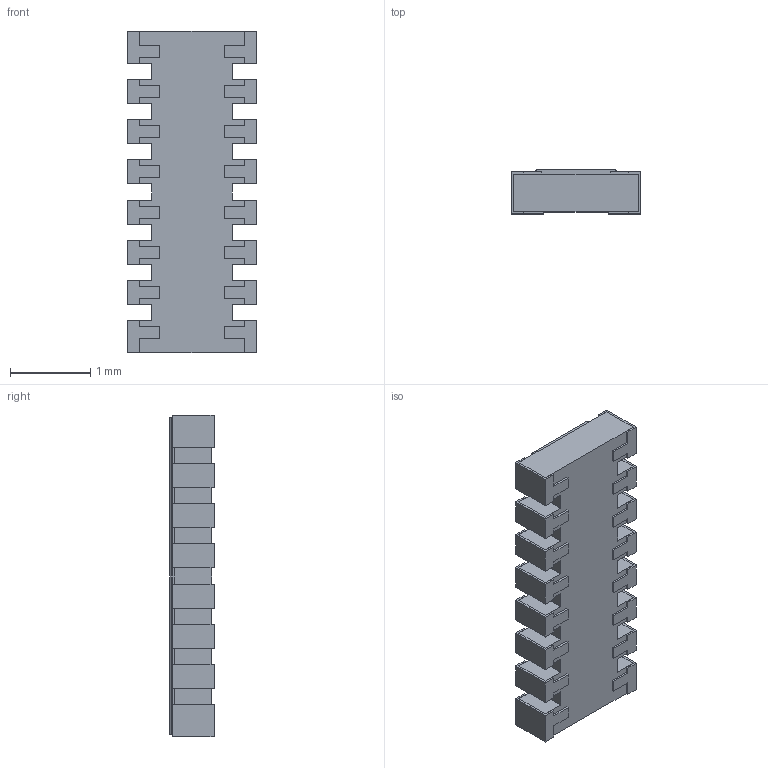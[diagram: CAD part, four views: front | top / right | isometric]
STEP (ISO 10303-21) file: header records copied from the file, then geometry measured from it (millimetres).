
FILE_DESCRIPTION (( 'STEP AP214' ), '1' );
FILE_NAME ('YC248-FR-07100KL.STEP', '2023-04-20T11:07:54', ( '' ), ( '' ), 'SwSTEP 2.0', 'SolidWorks 2021', '' );
FILE_SCHEMA (( 'AUTOMOTIVE_DESIGN' ));
Length unit declared in the file: millimetre
Products named in the file (2): Resistor_Array_YC_AF_xxx_YC248-FR-07100KL; YC248-FR-07100KL
Assembly tree (1 placements, depth 2):
  YC248-FR-07100KL
    Resistor_Array_YC_AF_xxx_YC248-FR-07100KL
Bounding box: 1.6 x 0.55 x 4 mm (x, y, z)
Volume: 2.9 mm3; surface area: 39.6 mm2
Topology: 18 solids, 18 shells, 362 faces, 978 edges, 652 vertices
Faces by surface type: plane 360, cylinder 2
Entity records: 11345 total; most frequent: CARTESIAN_POINT 1996, ORIENTED_EDGE 1956, DIRECTION 1714, EDGE_CURVE 978, VECTOR 974, LINE 974, VERTEX_POINT 652, AXIS2_PLACEMENT_3D 370
